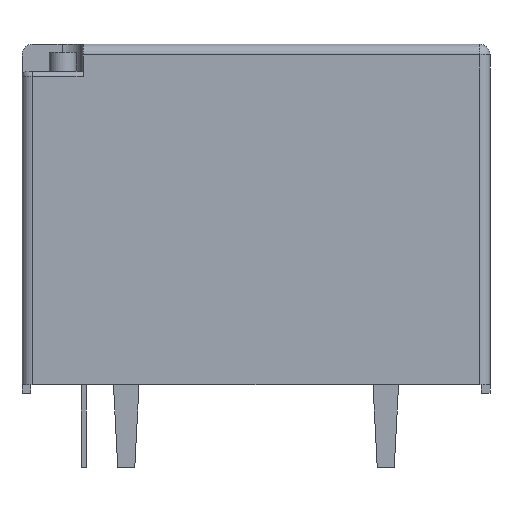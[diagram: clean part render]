
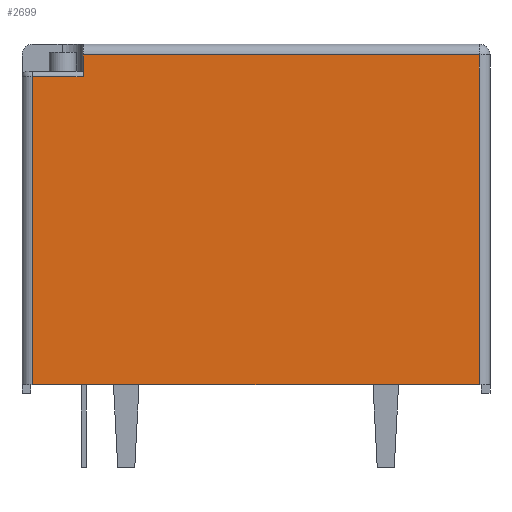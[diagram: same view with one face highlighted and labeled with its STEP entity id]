
A CAD part, front view. The second image highlights one B-rep face of the part: STEP entity #2699.
In plain terms, the highlighted planar face has unit normal (0, -1, 0).
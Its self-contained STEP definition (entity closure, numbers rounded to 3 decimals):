
#155 = CARTESIAN_POINT ( 'NONE',  ( -8.13, -8., 16. ) ) ;
#198 = CARTESIAN_POINT ( 'NONE',  ( 10.5, -8., 0. ) ) ;
#243 = CARTESIAN_POINT ( 'NONE',  ( -8.13, -8., 15.5 ) ) ;
#338 = VERTEX_POINT ( 'NONE', #564 ) ;
#368 = CARTESIAN_POINT ( 'NONE',  ( -10.5, -8., 0. ) ) ;
#409 = ORIENTED_EDGE ( 'NONE', *, *, #2994, .T. ) ;
#561 = EDGE_CURVE ( 'NONE', #3235, #732, #1564, .T. ) ;
#564 = CARTESIAN_POINT ( 'NONE',  ( 10.5, -8., 15.5 ) ) ;
#732 = VERTEX_POINT ( 'NONE', #368 ) ;
#1000 = ORIENTED_EDGE ( 'NONE', *, *, #1720, .T. ) ;
#1013 = CARTESIAN_POINT ( 'NONE',  ( -11., -8., 16. ) ) ;
#1079 = VERTEX_POINT ( 'NONE', #243 ) ;
#1092 = DIRECTION ( 'NONE',  ( 0., 0., -1. ) ) ;
#1133 = VECTOR ( 'NONE', #1486, 1000. ) ;
#1150 = CARTESIAN_POINT ( 'NONE',  ( -8.13, -8., 14.48 ) ) ;
#1171 = VECTOR ( 'NONE', #3442, 1000. ) ;
#1186 = CARTESIAN_POINT ( 'NONE',  ( -11., -8., 0. ) ) ;
#1260 = CARTESIAN_POINT ( 'NONE',  ( -10.5, -8., 14.48 ) ) ;
#1380 = CARTESIAN_POINT ( 'NONE',  ( -11., -8., 15.5 ) ) ;
#1390 = EDGE_CURVE ( 'NONE', #2427, #3235, #1782, .T. ) ;
#1486 = DIRECTION ( 'NONE',  ( 0., 0., 1. ) ) ;
#1500 = VERTEX_POINT ( 'NONE', #198 ) ;
#1520 = ORIENTED_EDGE ( 'NONE', *, *, #2783, .T. ) ;
#1564 = LINE ( 'NONE', #3630, #3548 ) ;
#1720 = EDGE_CURVE ( 'NONE', #732, #1500, #3171, .T. ) ;
#1782 = LINE ( 'NONE', #2367, #2593 ) ;
#1832 = LINE ( 'NONE', #155, #2920 ) ;
#1906 = PLANE ( 'NONE',  #3229 ) ;
#2068 = LINE ( 'NONE', #3479, #1133 ) ;
#2075 = VECTOR ( 'NONE', #3378, 1000. ) ;
#2079 = DIRECTION ( 'NONE',  ( 0., 1., 0. ) ) ;
#2181 = EDGE_CURVE ( 'NONE', #338, #1079, #2498, .T. ) ;
#2323 = DIRECTION ( 'NONE',  ( -1., 0., 0. ) ) ;
#2362 = ORIENTED_EDGE ( 'NONE', *, *, #561, .T. ) ;
#2367 = CARTESIAN_POINT ( 'NONE',  ( -10.5, -8., 14.48 ) ) ;
#2427 = VERTEX_POINT ( 'NONE', #1150 ) ;
#2498 = LINE ( 'NONE', #1380, #2075 ) ;
#2566 = EDGE_LOOP ( 'NONE', ( #409, #2595, #2362, #1000, #1520, #3681 ) ) ;
#2593 = VECTOR ( 'NONE', #2323, 1000. ) ;
#2595 = ORIENTED_EDGE ( 'NONE', *, *, #1390, .T. ) ;
#2699 = ADVANCED_FACE ( 'NONE', ( #3507 ), #1906, .F. ) ;
#2716 = DIRECTION ( 'NONE',  ( 0., 0., -1. ) ) ;
#2725 = DIRECTION ( 'NONE',  ( 0., 0., 1. ) ) ;
#2783 = EDGE_CURVE ( 'NONE', #1500, #338, #2068, .T. ) ;
#2920 = VECTOR ( 'NONE', #2716, 1000. ) ;
#2994 = EDGE_CURVE ( 'NONE', #1079, #2427, #1832, .T. ) ;
#3171 = LINE ( 'NONE', #1186, #1171 ) ;
#3229 = AXIS2_PLACEMENT_3D ( 'NONE', #1013, #2079, #2725 ) ;
#3235 = VERTEX_POINT ( 'NONE', #1260 ) ;
#3378 = DIRECTION ( 'NONE',  ( -1., 0., 0. ) ) ;
#3442 = DIRECTION ( 'NONE',  ( 1., 0., 0. ) ) ;
#3479 = CARTESIAN_POINT ( 'NONE',  ( 10.5, -8., 16. ) ) ;
#3507 = FACE_OUTER_BOUND ( 'NONE', #2566, .T. ) ;
#3548 = VECTOR ( 'NONE', #1092, 1000. ) ;
#3630 = CARTESIAN_POINT ( 'NONE',  ( -10.5, -8., 16. ) ) ;
#3681 = ORIENTED_EDGE ( 'NONE', *, *, #2181, .T. ) ;
